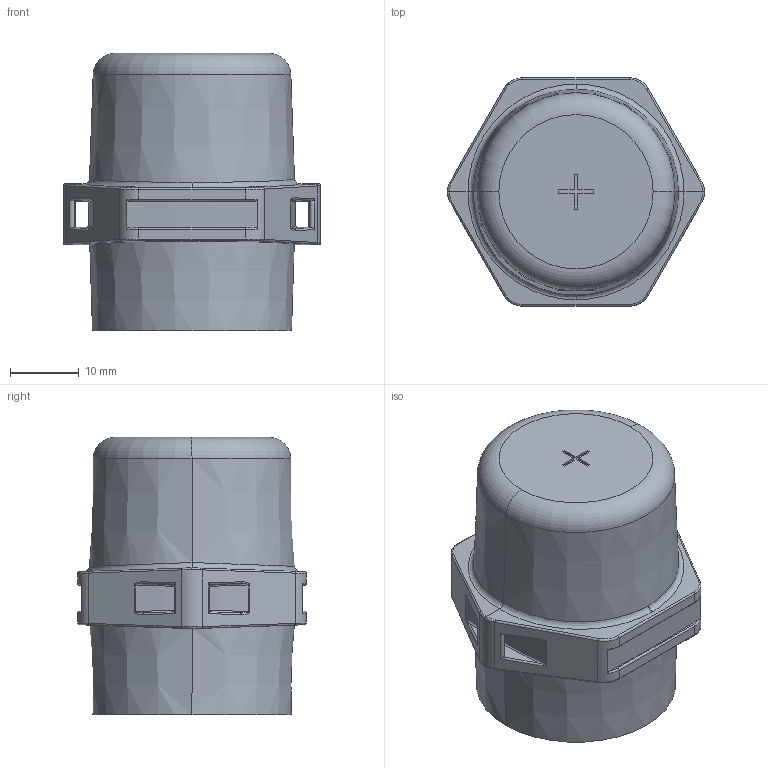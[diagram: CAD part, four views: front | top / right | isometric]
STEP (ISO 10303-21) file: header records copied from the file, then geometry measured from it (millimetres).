
FILE_DESCRIPTION (( 'STEP AP203' ), '1' );
FILE_NAME ('SG.100NPT.V1.MKTG.STEP', '2024-12-30T17:41:35', ( '' ), ( '' ), 'SwSTEP 2.0', 'SolidWorks 2021', '' );
FILE_SCHEMA (( 'CONFIG_CONTROL_DESIGN' ));
Length unit declared in the file: inch
Products named in the file (1): SG.100NPT.V1.MKTG
Bounding box: 37.51 x 33.34 x 40.49 mm (x, y, z)
Volume: 29319.4 mm3; surface area: 5737.9 mm2
Topology: 1 solids, 1 shells, 136 faces, 329 edges, 196 vertices
Faces by surface type: cylinder 47, plane 39, bspline 36, torus 10, cone 4
Entity records: 4834 total; most frequent: CARTESIAN_POINT 1984, ORIENTED_EDGE 658, DIRECTION 493, EDGE_CURVE 329, VERTEX_POINT 196, AXIS2_PLACEMENT_3D 179, EDGE_LOOP 141, ADVANCED_FACE 136
